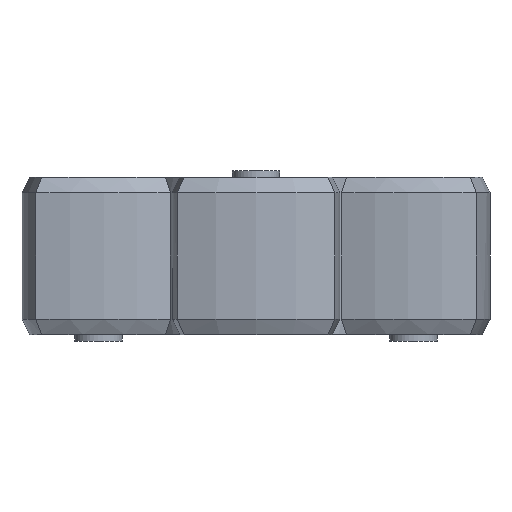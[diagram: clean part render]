
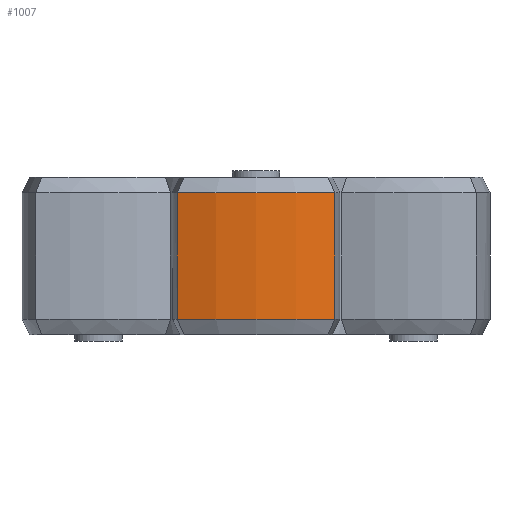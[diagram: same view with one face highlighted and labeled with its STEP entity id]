
A CAD part, front view. The second image highlights one B-rep face of the part: STEP entity #1007.
In plain terms, the highlighted cylindrical face has radius 14.85 mm (diameter 29.7 mm), a partial arc.
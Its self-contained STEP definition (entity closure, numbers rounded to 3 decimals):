
#159 = ORIENTED_EDGE ( 'NONE', *, *, #1948, .T. ) ;
#259 = DIRECTION ( 'NONE',  ( 0., 0., -1. ) ) ;
#351 = AXIS2_PLACEMENT_3D ( 'NONE', #956, #1165, #495 ) ;
#353 = CARTESIAN_POINT ( 'NONE',  ( 5.001, -13.983, -4. ) ) ;
#451 = ORIENTED_EDGE ( 'NONE', *, *, #817, .T. ) ;
#495 = DIRECTION ( 'NONE',  ( 1., 0., 0. ) ) ;
#568 = VECTOR ( 'NONE', #1622, 1000. ) ;
#598 = DIRECTION ( 'NONE',  ( 1., 0., 0. ) ) ;
#608 = CARTESIAN_POINT ( 'NONE',  ( -5.001, -13.983, -5. ) ) ;
#737 = VERTEX_POINT ( 'NONE', #1369 ) ;
#784 = AXIS2_PLACEMENT_3D ( 'NONE', #915, #947, #598 ) ;
#786 = VECTOR ( 'NONE', #1379, 1000. ) ;
#791 = ORIENTED_EDGE ( 'NONE', *, *, #1764, .T. ) ;
#817 = EDGE_CURVE ( 'NONE', #1172, #2049, #2059, .T. ) ;
#819 = CYLINDRICAL_SURFACE ( 'NONE', #1776, 14.85 ) ;
#915 = CARTESIAN_POINT ( 'NONE',  ( 0., 0., 4. ) ) ;
#947 = DIRECTION ( 'NONE',  ( 0., 0., -1. ) ) ;
#956 = CARTESIAN_POINT ( 'NONE',  ( 0., 0., -4. ) ) ;
#986 = CARTESIAN_POINT ( 'NONE',  ( 0., 0., 5. ) ) ;
#1007 = ADVANCED_FACE ( 'NONE', ( #1298 ), #819, .T. ) ;
#1022 = EDGE_LOOP ( 'NONE', ( #1642, #159, #451, #791 ) ) ;
#1165 = DIRECTION ( 'NONE',  ( 0., 0., 1. ) ) ;
#1172 = VERTEX_POINT ( 'NONE', #353 ) ;
#1298 = FACE_OUTER_BOUND ( 'NONE', #1022, .T. ) ;
#1367 = CARTESIAN_POINT ( 'NONE',  ( 5.001, -13.983, 4. ) ) ;
#1369 = CARTESIAN_POINT ( 'NONE',  ( -5.001, -13.983, -4. ) ) ;
#1379 = DIRECTION ( 'NONE',  ( 0., 0., 1. ) ) ;
#1622 = DIRECTION ( 'NONE',  ( 0., 0., 1. ) ) ;
#1633 = DIRECTION ( 'NONE',  ( -1., 0., 0. ) ) ;
#1642 = ORIENTED_EDGE ( 'NONE', *, *, #1746, .F. ) ;
#1746 = EDGE_CURVE ( 'NONE', #737, #2020, #1947, .T. ) ;
#1764 = EDGE_CURVE ( 'NONE', #2049, #2020, #1820, .T. ) ;
#1776 = AXIS2_PLACEMENT_3D ( 'NONE', #986, #259, #1633 ) ;
#1820 = CIRCLE ( 'NONE', #784, 14.85 ) ;
#1878 = CARTESIAN_POINT ( 'NONE',  ( 5.001, -13.983, -5. ) ) ;
#1947 = LINE ( 'NONE', #608, #568 ) ;
#1948 = EDGE_CURVE ( 'NONE', #737, #1172, #2185, .T. ) ;
#2020 = VERTEX_POINT ( 'NONE', #2036 ) ;
#2036 = CARTESIAN_POINT ( 'NONE',  ( -5.001, -13.983, 4. ) ) ;
#2049 = VERTEX_POINT ( 'NONE', #1367 ) ;
#2059 = LINE ( 'NONE', #1878, #786 ) ;
#2185 = CIRCLE ( 'NONE', #351, 14.85 ) ;
